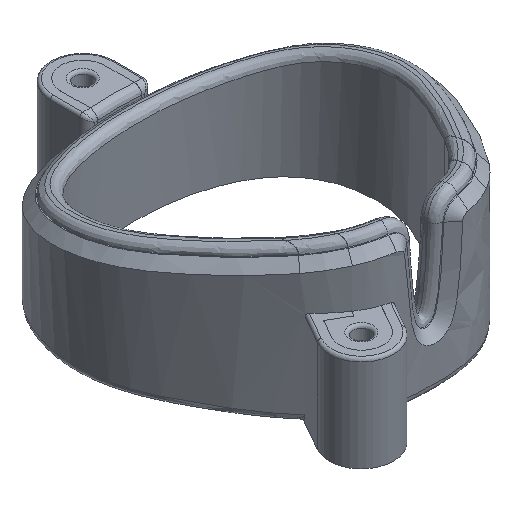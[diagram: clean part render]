
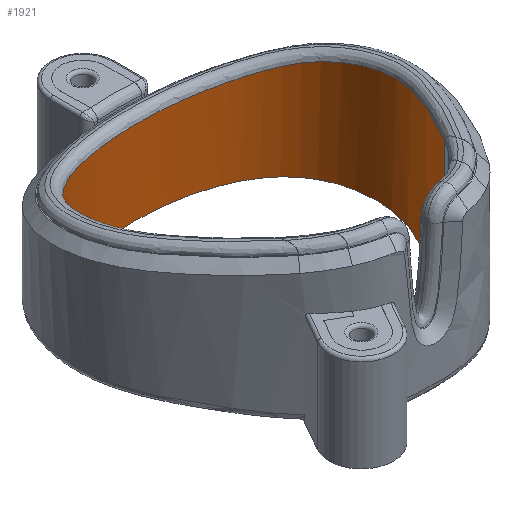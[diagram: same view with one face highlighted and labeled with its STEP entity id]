
A CAD part, isometric view. The second image highlights one B-rep face of the part: STEP entity #1921.
In plain terms, the highlighted free-form (B-spline) face has degree [3, 1] with [21, 2] control points.
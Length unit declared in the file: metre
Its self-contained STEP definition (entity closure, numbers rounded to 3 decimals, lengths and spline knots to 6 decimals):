
#189=B_SPLINE_CURVE_WITH_KNOTS('',3,(#3509,#3510,#3511,#3512,#3513,#3514,
#3515,#3516,#3517,#3518,#3519,#3520,#3521,#3522,#3523,#3524,#3525,#3526,
#3527,#3528,#3529,#3530,#3531,#3532,#3533,#3534,#3535,#3536,#3537,#3538),
 .UNSPECIFIED.,.F.,.F.,(4,1,1,1,1,1,1,1,1,1,1,1,1,1,1,1,1,1,1,1,1,1,1,1,
1,1,1,4),(0.,0.005543,0.008314,0.011085,
0.013856,0.016628,0.019399,0.02217,
0.024941,0.027713,0.030484,0.033255,
0.038798,0.041569,0.04434,0.049883,
0.055425,0.058196,0.060968,0.063739,
0.06651,0.069281,0.072053,0.074824,
0.077595,0.080366,0.083138,0.08868),
 .UNSPECIFIED.);
#190=B_SPLINE_CURVE_WITH_KNOTS('',3,(#3542,#3543,#3544,#3545,#3546,#3547,
#3548,#3549,#3550,#3551,#3552,#3553,#3554),.UNSPECIFIED.,.T.,.F.,(1,3,1,
1,1,1,1,1,1,1,1,3,1),(-0.119499,0.,0.119499,0.21531,
0.31112,0.420568,0.5,0.579432,0.68888,
0.78469,0.880501,1.,1.119499),.UNSPECIFIED.);
#432=ORIENTED_EDGE('',*,*,#968,.F.);
#433=ORIENTED_EDGE('',*,*,#969,.T.);
#434=ORIENTED_EDGE('',*,*,#970,.T.);
#435=ORIENTED_EDGE('',*,*,#971,.F.);
#968=EDGE_CURVE('',#1245,#1246,#1409,.T.);
#969=EDGE_CURVE('',#1245,#1247,#189,.T.);
#970=EDGE_CURVE('',#1247,#1248,#1410,.T.);
#971=EDGE_CURVE('',#1246,#1248,#190,.T.);
#1245=VERTEX_POINT('',#3507);
#1246=VERTEX_POINT('',#3508);
#1247=VERTEX_POINT('',#3539);
#1248=VERTEX_POINT('',#3541);
#1409=LINE('',#3506,#1515);
#1410=LINE('',#3540,#1516);
#1515=VECTOR('',#2240,1.);
#1516=VECTOR('',#2241,1.);
#1632=EDGE_LOOP('',(#432,#433,#434,#435));
#1761=FACE_BOUND('',#1632,.T.);
#1863=B_SPLINE_SURFACE_WITH_KNOTS('',3,1,((#3464,#3465),(#3466,#3467),(#3468,
#3469),(#3470,#3471),(#3472,#3473),(#3474,#3475),(#3476,#3477),(#3478,#3479),
(#3480,#3481),(#3482,#3483),(#3484,#3485),(#3486,#3487),(#3488,#3489),(#3490,
#3491),(#3492,#3493),(#3494,#3495),(#3496,#3497),(#3498,#3499),(#3500,#3501),
(#3502,#3503),(#3504,#3505)),.SURF_OF_LINEAR_EXTRUSION.,.F.,.F.,.F.,(4,
1,1,1,1,1,1,1,1,1,1,1,1,1,1,1,1,1,4),(2,2),(0.641252,0.686096,
0.730939,0.775783,0.820626,0.86547,
0.887891,0.910313,0.955157,1.,1.044843,
1.089687,1.112109,1.13453,1.179374,1.224217,
1.269061,1.313904,1.358748),(0.,1.),.UNSPECIFIED.);
#1921=ADVANCED_FACE('',(#1761),#1863,.T.);
#2240=DIRECTION('',(0.,0.,-1.));
#2241=DIRECTION('',(0.,0.,-1.));
#3464=CARTESIAN_POINT('',(0.01198,-0.011172,0.018389));
#3465=CARTESIAN_POINT('',(0.01198,-0.011172,0.));
#3466=CARTESIAN_POINT('',(0.013109,-0.00956,0.018389));
#3467=CARTESIAN_POINT('',(0.013109,-0.00956,0.));
#3468=CARTESIAN_POINT('',(0.01519,-0.006069,0.018389));
#3469=CARTESIAN_POINT('',(0.01519,-0.006069,0.));
#3470=CARTESIAN_POINT('',(0.017498,-0.001492,0.018389));
#3471=CARTESIAN_POINT('',(0.017498,-0.001492,0.));
#3472=CARTESIAN_POINT('',(0.018714,0.00288,0.018389));
#3473=CARTESIAN_POINT('',(0.018714,0.00288,0.));
#3474=CARTESIAN_POINT('',(0.01857,0.007756,0.018389));
#3475=CARTESIAN_POINT('',(0.01857,0.007756,0.));
#3476=CARTESIAN_POINT('',(0.017007,0.011704,0.018389));
#3477=CARTESIAN_POINT('',(0.017007,0.011704,0.));
#3478=CARTESIAN_POINT('',(0.014674,0.01431,0.018389));
#3479=CARTESIAN_POINT('',(0.014674,0.01431,0.));
#3480=CARTESIAN_POINT('',(0.011612,0.016446,0.018389));
#3481=CARTESIAN_POINT('',(0.011612,0.016446,0.));
#3482=CARTESIAN_POINT('',(0.006723,0.018251,0.018389));
#3483=CARTESIAN_POINT('',(0.006723,0.018251,0.));
#3484=CARTESIAN_POINT('',(0.,0.018984,0.018389));
#3485=CARTESIAN_POINT('',(0.,0.018984,0.));
#3486=CARTESIAN_POINT('',(-0.006723,0.018251,0.018389));
#3487=CARTESIAN_POINT('',(-0.006723,0.018251,0.));
#3488=CARTESIAN_POINT('',(-0.011612,0.016446,0.018389));
#3489=CARTESIAN_POINT('',(-0.011612,0.016446,0.));
#3490=CARTESIAN_POINT('',(-0.014674,0.01431,0.018389));
#3491=CARTESIAN_POINT('',(-0.014674,0.01431,0.));
#3492=CARTESIAN_POINT('',(-0.017007,0.011704,0.018389));
#3493=CARTESIAN_POINT('',(-0.017007,0.011704,0.));
#3494=CARTESIAN_POINT('',(-0.01857,0.007756,0.018389));
#3495=CARTESIAN_POINT('',(-0.01857,0.007756,0.));
#3496=CARTESIAN_POINT('',(-0.018714,0.00288,0.018389));
#3497=CARTESIAN_POINT('',(-0.018714,0.00288,0.));
#3498=CARTESIAN_POINT('',(-0.017498,-0.001492,0.018389));
#3499=CARTESIAN_POINT('',(-0.017498,-0.001492,0.));
#3500=CARTESIAN_POINT('',(-0.01519,-0.006069,0.018389));
#3501=CARTESIAN_POINT('',(-0.01519,-0.006069,0.));
#3502=CARTESIAN_POINT('',(-0.013109,-0.00956,0.018389));
#3503=CARTESIAN_POINT('',(-0.013109,-0.00956,0.));
#3504=CARTESIAN_POINT('',(-0.01198,-0.011172,0.018389));
#3505=CARTESIAN_POINT('',(-0.01198,-0.011172,0.));
#3506=CARTESIAN_POINT('',(0.01198,-0.011172,0.022));
#3507=CARTESIAN_POINT('',(0.01198,-0.011172,0.018279));
#3508=CARTESIAN_POINT('',(0.01198,-0.011172,0.));
#3509=CARTESIAN_POINT('',(0.01198,-0.011172,0.018279));
#3510=CARTESIAN_POINT('',(0.013031,-0.009671,0.017982));
#3511=CARTESIAN_POINT('',(0.014449,-0.007325,0.017557));
#3512=CARTESIAN_POINT('',(0.016179,-0.004111,0.017005));
#3513=CARTESIAN_POINT('',(0.017338,-0.001608,0.016574));
#3514=CARTESIAN_POINT('',(0.018202,0.000975,0.016113));
#3515=CARTESIAN_POINT('',(0.018636,0.003699,0.015595));
#3516=CARTESIAN_POINT('',(0.018578,0.006398,0.015047));
#3517=CARTESIAN_POINT('',(0.018025,0.009081,0.014446));
#3518=CARTESIAN_POINT('',(0.016942,0.01156,0.013809));
#3519=CARTESIAN_POINT('',(0.015302,0.013727,0.013119));
#3520=CARTESIAN_POINT('',(0.013171,0.015423,0.012469));
#3521=CARTESIAN_POINT('',(0.009959,0.017133,0.011853));
#3522=CARTESIAN_POINT('',(0.006378,0.018165,0.011534));
#3523=CARTESIAN_POINT('',(0.002751,0.018659,0.011388));
#3524=CARTESIAN_POINT('',(-0.000966,0.018821,0.011342));
#3525=CARTESIAN_POINT('',(-0.00551,0.018415,0.011457));
#3526=CARTESIAN_POINT('',(-0.009978,0.017128,0.011855));
#3527=CARTESIAN_POINT('',(-0.013206,0.015401,0.012477));
#3528=CARTESIAN_POINT('',(-0.015325,0.013703,0.013128));
#3529=CARTESIAN_POINT('',(-0.016963,0.011525,0.013819));
#3530=CARTESIAN_POINT('',(-0.018038,0.009034,0.014457));
#3531=CARTESIAN_POINT('',(-0.018584,0.00636,0.015056));
#3532=CARTESIAN_POINT('',(-0.01863,0.003611,0.015612));
#3533=CARTESIAN_POINT('',(-0.018189,0.000927,0.016122));
#3534=CARTESIAN_POINT('',(-0.017305,-0.001691,0.016589));
#3535=CARTESIAN_POINT('',(-0.016156,-0.004153,0.017013));
#3536=CARTESIAN_POINT('',(-0.014436,-0.007348,0.017561));
#3537=CARTESIAN_POINT('',(-0.013027,-0.009677,0.017983));
#3538=CARTESIAN_POINT('',(-0.01198,-0.011172,0.018279));
#3539=CARTESIAN_POINT('',(-0.01198,-0.011172,0.018279));
#3540=CARTESIAN_POINT('',(-0.01198,-0.011172,0.022));
#3541=CARTESIAN_POINT('',(-0.01198,-0.011172,0.));
#3542=CARTESIAN_POINT('',(0.,0.01874,0.));
#3543=CARTESIAN_POINT('',(-0.005971,0.01874,0.));
#3544=CARTESIAN_POINT('',(-0.01673,0.01561,0.));
#3545=CARTESIAN_POINT('',(-0.019647,0.003494,0.));
#3546=CARTESIAN_POINT('',(-0.015675,-0.005766,0.));
#3547=CARTESIAN_POINT('',(-0.007888,-0.017884,0.));
#3548=CARTESIAN_POINT('',(0.,-0.017995,0.));
#3549=CARTESIAN_POINT('',(0.007888,-0.017884,0.));
#3550=CARTESIAN_POINT('',(0.015675,-0.005766,0.));
#3551=CARTESIAN_POINT('',(0.019647,0.003494,0.));
#3552=CARTESIAN_POINT('',(0.01673,0.01561,0.));
#3553=CARTESIAN_POINT('',(0.005971,0.01874,0.));
#3554=CARTESIAN_POINT('',(0.,0.01874,0.));
